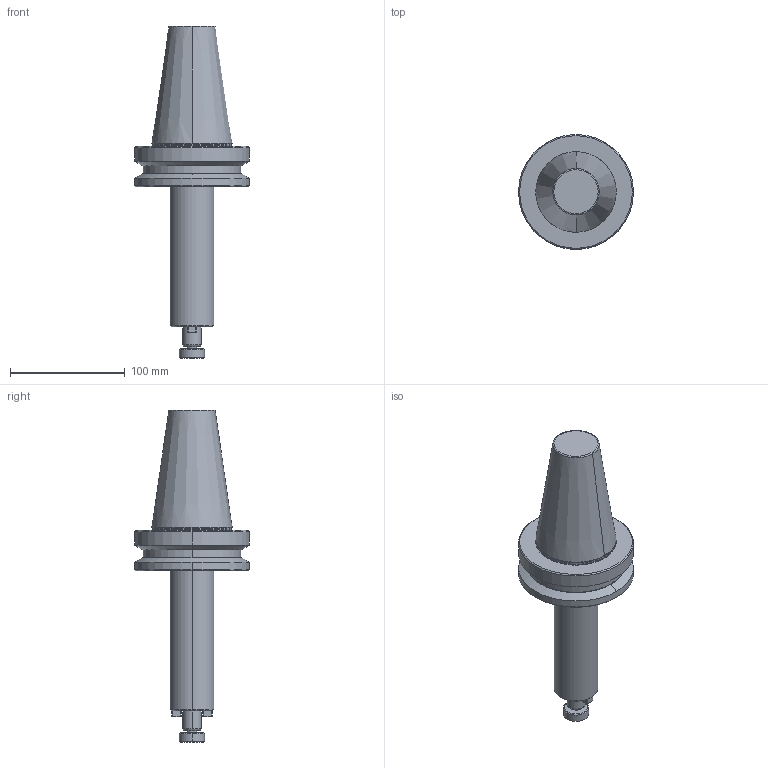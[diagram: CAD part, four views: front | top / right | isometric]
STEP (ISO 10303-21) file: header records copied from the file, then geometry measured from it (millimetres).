
FILE_DESCRIPTION (( 'STEP AP203' ), '1' );
FILE_NAME ('BT50 FMH16 160 AD-6.3G 15000 SL SP.S.STEP', '2019-05-23T08:03:49', ( '' ), ( '' ), 'SwSTEP 2.0', 'SolidWorks 2014', '' );
FILE_SCHEMA (( 'CONFIG_CONTROL_DESIGN' ));
Length unit declared in the file: millimetre
Products named in the file (1): BT50 FMH16 160 AD-6.3G 15000 SL SP.S
Bounding box: 100 x 100 x 288.8 mm (x, y, z)
Volume: 655580.7 mm3; surface area: 61180.3 mm2
Topology: 1 solids, 1 shells, 77 faces, 180 edges, 114 vertices
Faces by surface type: plane 35, cone 20, cylinder 16, bspline 6
Entity records: 2671 total; most frequent: CARTESIAN_POINT 808, DIRECTION 384, ORIENTED_EDGE 360, EDGE_CURVE 180, AXIS2_PLACEMENT_3D 138, VERTEX_POINT 114, VECTOR 108, LINE 108
